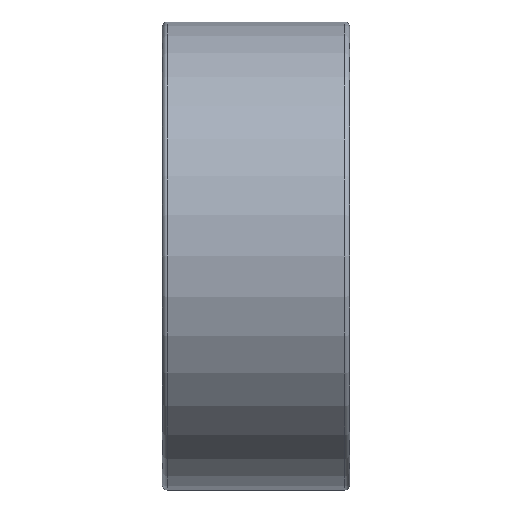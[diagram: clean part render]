
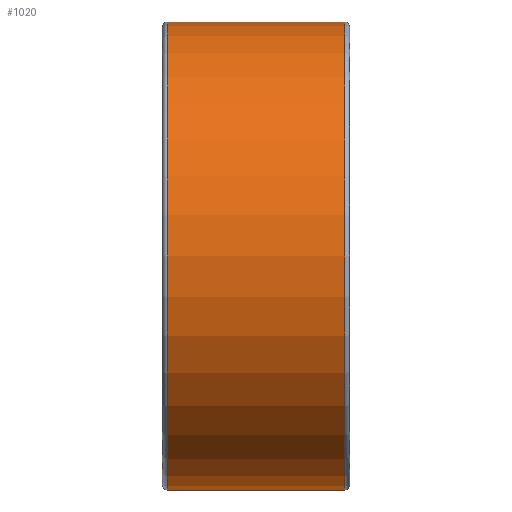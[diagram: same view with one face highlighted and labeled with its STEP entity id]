
A CAD part, front view. The second image highlights one B-rep face of the part: STEP entity #1020.
In plain terms, the highlighted cylindrical face has radius 5 mm (diameter 10 mm), a full revolution.
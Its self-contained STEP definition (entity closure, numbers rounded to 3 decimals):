
#117=LINE('',#1592,#125);
#125=VECTOR('',#1289,5.);
#133=CYLINDRICAL_SURFACE('',#1112,5.);
#178=FACE_OUTER_BOUND('',#238,.T.);
#238=EDGE_LOOP('',(#703,#704,#705,#706));
#314=CIRCLE('',#1111,5.);
#315=CIRCLE('',#1113,5.);
#405=VERTEX_POINT('',#1587);
#406=VERTEX_POINT('',#1591);
#530=EDGE_CURVE('',#405,#405,#314,.T.);
#531=EDGE_CURVE('',#405,#406,#117,.T.);
#532=EDGE_CURVE('',#406,#406,#315,.T.);
#703=ORIENTED_EDGE('',*,*,#530,.F.);
#704=ORIENTED_EDGE('',*,*,#531,.T.);
#705=ORIENTED_EDGE('',*,*,#532,.F.);
#706=ORIENTED_EDGE('',*,*,#531,.F.);
#1020=ADVANCED_FACE('',(#178),#133,.T.);
#1111=AXIS2_PLACEMENT_3D('',#1589,#1285,#1286);
#1112=AXIS2_PLACEMENT_3D('',#1590,#1287,#1288);
#1113=AXIS2_PLACEMENT_3D('',#1593,#1290,#1291);
#1285=DIRECTION('center_axis',(-1.,0.,0.));
#1286=DIRECTION('ref_axis',(0.,0.,-1.));
#1287=DIRECTION('center_axis',(-1.,0.,0.));
#1288=DIRECTION('ref_axis',(0.,0.,1.));
#1289=DIRECTION('',(1.,0.,0.));
#1290=DIRECTION('center_axis',(1.,0.,0.));
#1291=DIRECTION('ref_axis',(0.,0.,-1.));
#1587=CARTESIAN_POINT('',(-1.9,0.,-5.));
#1589=CARTESIAN_POINT('Origin',(-1.9,0.,0.));
#1590=CARTESIAN_POINT('Origin',(0.,0.,0.));
#1591=CARTESIAN_POINT('',(1.9,0.,-5.));
#1592=CARTESIAN_POINT('',(0.,0.,-5.));
#1593=CARTESIAN_POINT('Origin',(1.9,0.,0.));
